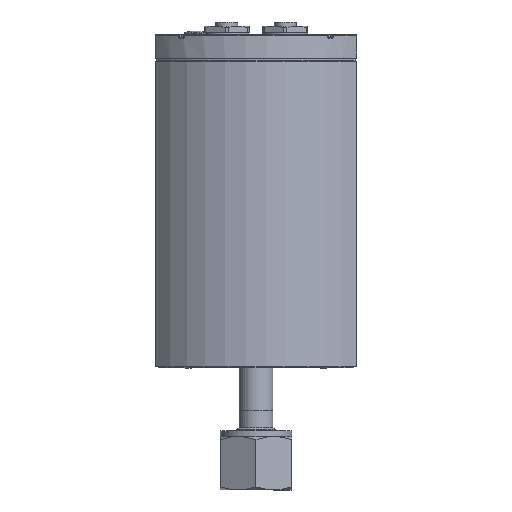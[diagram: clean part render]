
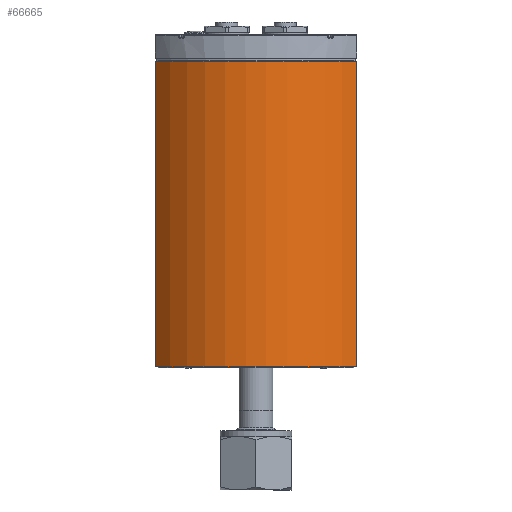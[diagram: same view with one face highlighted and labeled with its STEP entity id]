
A CAD part, left-side view. The second image highlights one B-rep face of the part: STEP entity #66665.
In plain terms, the highlighted cylindrical face has radius 48.5 mm (diameter 97 mm), a partial arc.
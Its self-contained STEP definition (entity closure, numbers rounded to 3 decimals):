
#3883=CIRCLE('',#71204,48.5);
#3894=CIRCLE('',#71223,48.5);
#7500=CYLINDRICAL_SURFACE('',#71222,48.5);
#9217=FACE_OUTER_BOUND('',#13020,.T.);
#13020=EDGE_LOOP('',(#45333,#45334,#45335,#45336));
#17242=LINE('',#104421,#21952);
#17243=LINE('',#104425,#21953);
#21952=VECTOR('',#80677,10.);
#21953=VECTOR('',#80682,10.);
#27719=VERTEX_POINT('',#104375);
#27720=VERTEX_POINT('',#104377);
#27734=VERTEX_POINT('',#104419);
#27735=VERTEX_POINT('',#104423);
#34366=EDGE_CURVE('',#27719,#27720,#3883,.T.);
#34388=EDGE_CURVE('',#27734,#27720,#17242,.T.);
#34389=EDGE_CURVE('',#27734,#27735,#3894,.T.);
#34390=EDGE_CURVE('',#27735,#27719,#17243,.T.);
#45333=ORIENTED_EDGE('',*,*,#34389,.F.);
#45334=ORIENTED_EDGE('',*,*,#34388,.T.);
#45335=ORIENTED_EDGE('',*,*,#34366,.F.);
#45336=ORIENTED_EDGE('',*,*,#34390,.F.);
#66665=ADVANCED_FACE('',(#9217),#7500,.T.);
#71204=AXIS2_PLACEMENT_3D('',#104378,#80630,#80631);
#71222=AXIS2_PLACEMENT_3D('',#104422,#80678,#80679);
#71223=AXIS2_PLACEMENT_3D('',#104424,#80680,#80681);
#80630=DIRECTION('center_axis',(0.,0.,
1.));
#80631=DIRECTION('ref_axis',(-0.626,-0.78,0.));
#80677=DIRECTION('',(0.,0.,1.));
#80678=DIRECTION('center_axis',(0.,0.,
1.));
#80679=DIRECTION('ref_axis',(-0.626,-0.78,0.));
#80680=DIRECTION('center_axis',(0.,0.,
-1.));
#80681=DIRECTION('ref_axis',(-0.626,-0.78,0.));
#80682=DIRECTION('',(0.,0.,1.));
#104375=CARTESIAN_POINT('',(-19.849,37.831,124.6));
#104377=CARTESIAN_POINT('',(-19.849,-37.831,124.6));
#104378=CARTESIAN_POINT('Origin',(10.5,0.,
124.6));
#104419=CARTESIAN_POINT('',(-19.849,-37.831,9.6));
#104421=CARTESIAN_POINT('',(-19.849,-37.831,9.6));
#104422=CARTESIAN_POINT('Origin',(10.5,0.,9.6));
#104423=CARTESIAN_POINT('',(-19.849,37.831,9.6));
#104424=CARTESIAN_POINT('Origin',(10.5,0.,9.6));
#104425=CARTESIAN_POINT('',(-19.849,37.831,9.6));
